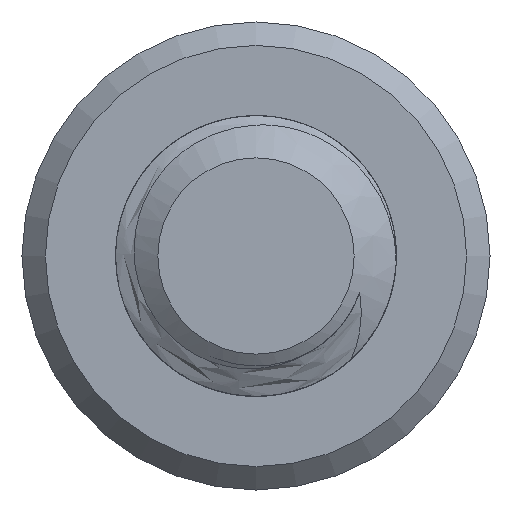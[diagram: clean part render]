
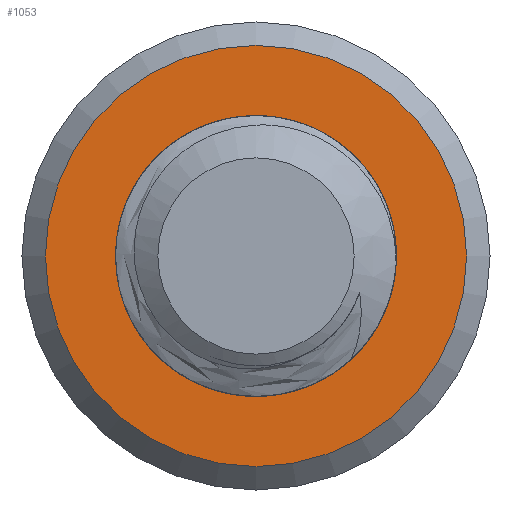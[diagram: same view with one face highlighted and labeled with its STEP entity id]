
A CAD part, left-side view. The second image highlights one B-rep face of the part: STEP entity #1053.
In plain terms, the highlighted face is planar.
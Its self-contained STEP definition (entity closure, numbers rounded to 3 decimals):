
#21=FACE_BOUND('',#157,.T.);
#23=PLANE('',#1144);
#94=FACE_OUTER_BOUND('',#156,.T.);
#156=EDGE_LOOP('',(#833));
#157=EDGE_LOOP('',(#834));
#177=CIRCLE('',#1088,3.);
#183=CIRCLE('',#1131,4.5);
#388=VERTEX_POINT('',#1408);
#466=VERTEX_POINT('',#4118);
#491=EDGE_CURVE('',#388,#388,#177,.T.);
#606=EDGE_CURVE('',#466,#466,#183,.T.);
#833=ORIENTED_EDGE('',*,*,#606,.T.);
#834=ORIENTED_EDGE('',*,*,#491,.F.);
#1053=ADVANCED_FACE('',(#94,#21),#23,.F.);
#1088=AXIS2_PLACEMENT_3D('',#1410,#1176,#1177);
#1131=AXIS2_PLACEMENT_3D('',#4120,#1298,#1299);
#1144=AXIS2_PLACEMENT_3D('',#4231,#1327,#1328);
#1176=DIRECTION('center_axis',(0.,0.,1.));
#1177=DIRECTION('ref_axis',(1.,0.,0.));
#1298=DIRECTION('center_axis',(0.,0.,1.));
#1299=DIRECTION('ref_axis',(-1.,0.,0.));
#1327=DIRECTION('center_axis',(0.,0.,-1.));
#1328=DIRECTION('ref_axis',(-1.,0.,0.));
#1408=CARTESIAN_POINT('',(-3.,0.,-30.));
#1410=CARTESIAN_POINT('Origin',(0.,0.,-30.));
#4118=CARTESIAN_POINT('',(4.5,0.,-30.));
#4120=CARTESIAN_POINT('Origin',(0.,0.,-30.));
#4231=CARTESIAN_POINT('Origin',(0.,0.,-30.));
